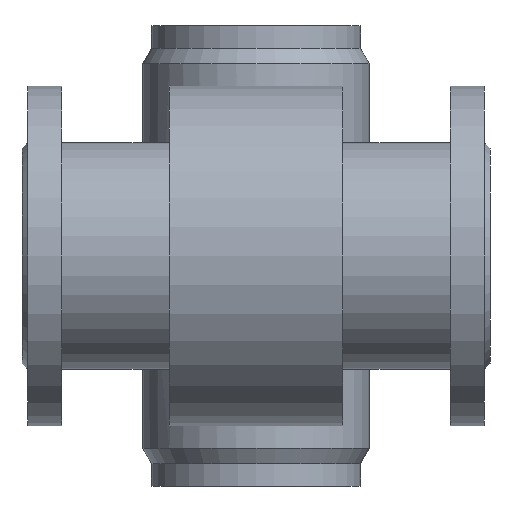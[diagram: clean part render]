
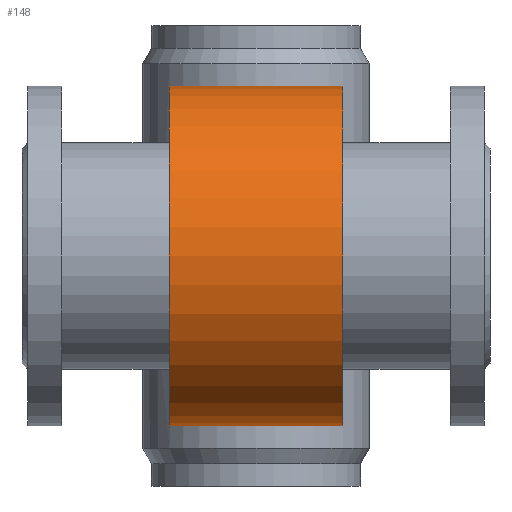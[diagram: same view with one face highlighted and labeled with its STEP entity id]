
A CAD part, front view. The second image highlights one B-rep face of the part: STEP entity #148.
In plain terms, the highlighted cylindrical face has radius 90 mm (diameter 180 mm), a full revolution.
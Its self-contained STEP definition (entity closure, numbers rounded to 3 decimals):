
#105=CYLINDRICAL_SURFACE('',#911,90.);
#116=B_SPLINE_CURVE_WITH_KNOTS('',3,(#1345,#1346,#1347,#1348,#1349,#1350,
#1351,#1352,#1353,#1354,#1355,#1356,#1357,#1358,#1359,#1360,#1361,#1362,
#1363,#1364,#1365,#1366,#1367,#1368,#1369,#1370,#1371,#1372,#1373,#1374,
#1375,#1376,#1377,#1378),.UNSPECIFIED.,.T.,.F.,(2,2,2,2,2,2,2,2,2,2,2,2,
2,2,2,2,2,2,2),(-0.063,0.,0.063,0.125,0.188,0.25,0.313,0.375,0.438,
0.5,0.563,0.625,0.688,0.75,0.813,0.875,0.938,1.,1.063),
 .UNSPECIFIED.);
#148=ADVANCED_FACE('',(#242,#243,#244),#105,.T.);
#242=FACE_BOUND('',#372,.T.);
#243=FACE_BOUND('',#373,.T.);
#244=FACE_BOUND('',#374,.T.);
#372=EDGE_LOOP('',(#513));
#373=EDGE_LOOP('',(#514));
#374=EDGE_LOOP('',(#515));
#513=ORIENTED_EDGE('',*,*,#739,.T.);
#514=ORIENTED_EDGE('',*,*,#740,.F.);
#515=ORIENTED_EDGE('',*,*,#696,.T.);
#622=VERTEX_POINT('',#1379);
#665=VERTEX_POINT('',#1487);
#666=VERTEX_POINT('',#1489);
#696=EDGE_CURVE('',#622,#622,#116,.T.);
#739=EDGE_CURVE('',#665,#665,#811,.T.);
#740=EDGE_CURVE('',#666,#666,#812,.T.);
#811=CIRCLE('',#909,90.);
#812=CIRCLE('',#910,90.);
#909=AXIS2_PLACEMENT_3D('',#1486,#1120,#1121);
#910=AXIS2_PLACEMENT_3D('',#1488,#1122,#1123);
#911=AXIS2_PLACEMENT_3D('',#1490,#1124,#1125);
#1120=DIRECTION('',(-1.,0.,0.));
#1121=DIRECTION('',(0.,-1.,0.));
#1122=DIRECTION('',(-1.,0.,0.));
#1123=DIRECTION('',(0.,-1.,0.));
#1124=DIRECTION('',(-1.,0.,0.));
#1125=DIRECTION('',(0.,-1.,0.));
#1345=CARTESIAN_POINT('',(3.657,85.696,27.5));
#1346=CARTESIAN_POINT('',(-3.657,85.696,27.5));
#1347=CARTESIAN_POINT('',(-7.243,85.938,26.772));
#1348=CARTESIAN_POINT('',(-13.892,86.752,24.005));
#1349=CARTESIAN_POINT('',(-16.928,87.317,21.964));
#1350=CARTESIAN_POINT('',(-21.967,88.432,16.923));
#1351=CARTESIAN_POINT('',(-24.012,88.987,13.873));
#1352=CARTESIAN_POINT('',(-26.764,89.768,7.263));
#1353=CARTESIAN_POINT('',(-27.498,89.999,3.63));
#1354=CARTESIAN_POINT('',(-27.502,90.001,-3.594));
#1355=CARTESIAN_POINT('',(-26.785,89.774,-7.207));
#1356=CARTESIAN_POINT('',(-24.006,88.985,-13.895));
#1357=CARTESIAN_POINT('',(-21.979,88.435,-16.913));
#1358=CARTESIAN_POINT('',(-16.904,87.312,-21.986));
#1359=CARTESIAN_POINT('',(-13.873,86.749,-24.014));
#1360=CARTESIAN_POINT('',(-7.248,85.939,-26.769));
#1361=CARTESIAN_POINT('',(-3.615,85.696,-27.498));
#1362=CARTESIAN_POINT('',(3.591,85.695,-27.502));
#1363=CARTESIAN_POINT('',(7.23,85.937,-26.774));
#1364=CARTESIAN_POINT('',(13.861,86.747,-24.021));
#1365=CARTESIAN_POINT('',(16.895,87.31,-21.993));
#1366=CARTESIAN_POINT('',(21.974,88.433,-16.92));
#1367=CARTESIAN_POINT('',(23.992,88.981,-13.921));
#1368=CARTESIAN_POINT('',(26.783,89.773,-7.219));
#1369=CARTESIAN_POINT('',(27.499,90.,-3.632));
#1370=CARTESIAN_POINT('',(27.501,90.,3.618));
#1371=CARTESIAN_POINT('',(26.771,89.77,7.242));
#1372=CARTESIAN_POINT('',(24.016,88.987,13.869));
#1373=CARTESIAN_POINT('',(21.971,88.433,16.918));
#1374=CARTESIAN_POINT('',(16.93,87.318,21.962));
#1375=CARTESIAN_POINT('',(13.894,86.752,24.002));
#1376=CARTESIAN_POINT('',(7.261,85.94,26.767));
#1377=CARTESIAN_POINT('',(3.657,85.696,27.5));
#1378=CARTESIAN_POINT('',(-3.657,85.696,27.5));
#1379=CARTESIAN_POINT('',(0.,85.696,27.5));
#1486=CARTESIAN_POINT('',(46.,0.,0.));
#1487=CARTESIAN_POINT('',(46.,-90.,0.));
#1488=CARTESIAN_POINT('',(-46.,0.,0.));
#1489=CARTESIAN_POINT('',(-46.,-90.,0.));
#1490=CARTESIAN_POINT('',(-100.,0.,0.));
